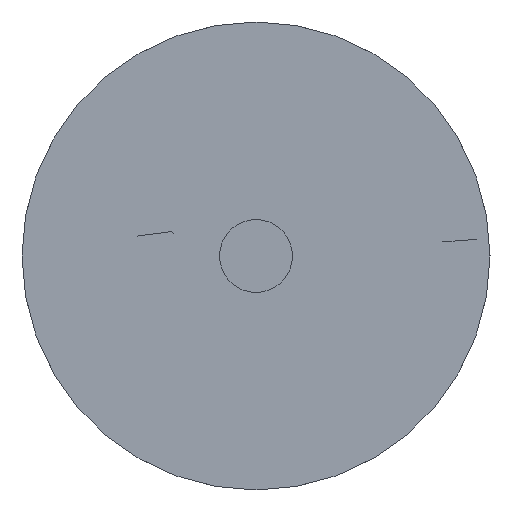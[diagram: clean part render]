
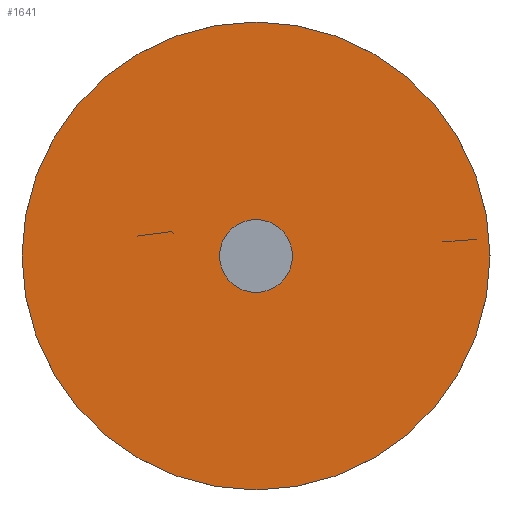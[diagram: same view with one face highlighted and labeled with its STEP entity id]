
A CAD part, front view. The second image highlights one B-rep face of the part: STEP entity #1641.
In plain terms, the highlighted planar face has unit normal (0, -1, 0).
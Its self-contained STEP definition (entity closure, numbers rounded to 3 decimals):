
#229=PLANE('',#1804);
#322=FACE_OUTER_BOUND('',#415,.T.);
#415=EDGE_LOOP('',(#1536));
#445=CIRCLE('',#1802,204.);
#825=VERTEX_POINT('',#5583);
#1062=EDGE_CURVE('',#825,#825,#445,.T.);
#1536=ORIENTED_EDGE('',*,*,#1062,.F.);
#1641=ADVANCED_FACE('',(#322),#229,.F.);
#1802=AXIS2_PLACEMENT_3D('',#5585,#2115,#2116);
#1804=AXIS2_PLACEMENT_3D('',#5587,#2119,#2120);
#2115=DIRECTION('center_axis',(0.,1.,0.));
#2116=DIRECTION('ref_axis',(1.,0.,0.));
#2119=DIRECTION('center_axis',(0.,1.,0.));
#2120=DIRECTION('ref_axis',(1.,0.,0.));
#5583=CARTESIAN_POINT('',(-221.606,-13.091,170.));
#5585=CARTESIAN_POINT('Origin',(-17.606,-13.091,170.));
#5587=CARTESIAN_POINT('Origin',(-17.606,-13.091,170.));
